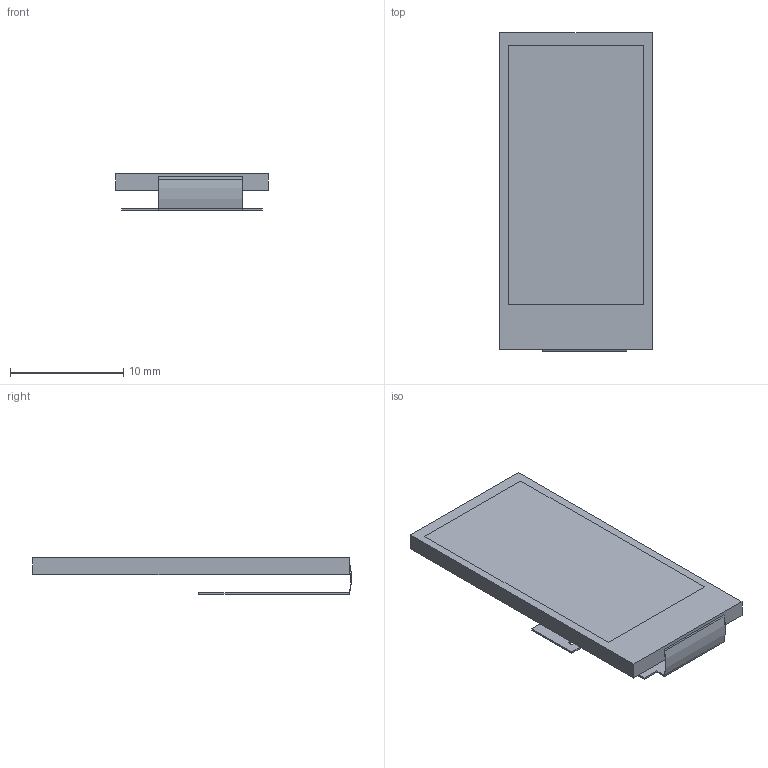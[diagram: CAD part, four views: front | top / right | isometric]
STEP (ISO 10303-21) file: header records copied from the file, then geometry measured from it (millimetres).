
FILE_DESCRIPTION(/* description */ (''),/* implementation_level */ '2;1');
FILE_NAME(/* name */ 'ER-TFT0.96-1 Footprint v13.step',/* time_stamp */ '2020-12-26T19:17:23-05:00',/* author */ (''),/* organization */ (''),/* preprocessor_version */ 'ST-DEVELOPER v18.1',/* originating_system */ 'Autodesk Translation Framework v9.7.1.1290',/* authorisation */ '');
FILE_SCHEMA (('AUTOMOTIVE_DESIGN { 1 0 10303 214 3 1 1 }'));
Length unit declared in the file: millimetre
Products named in the file (1): ER-TFT0.96-1 Footprint
Bounding box: 13.5 x 28.12 x 3.25 mm (x, y, z)
Volume: 586.6 mm3; surface area: 1765.4 mm2
Topology: 3 solids, 3 shells, 85 faces, 234 edges, 156 vertices
Faces by surface type: plane 81, cylinder 4
Full cylindrical faces by diameter (mm): 0.5 x2
Entity records: 2729 total; most frequent: CARTESIAN_POINT 476, ORIENTED_EDGE 468, DIRECTION 414, EDGE_CURVE 234, LINE 226, VECTOR 226, VERTEX_POINT 156, AXIS2_PLACEMENT_3D 94
